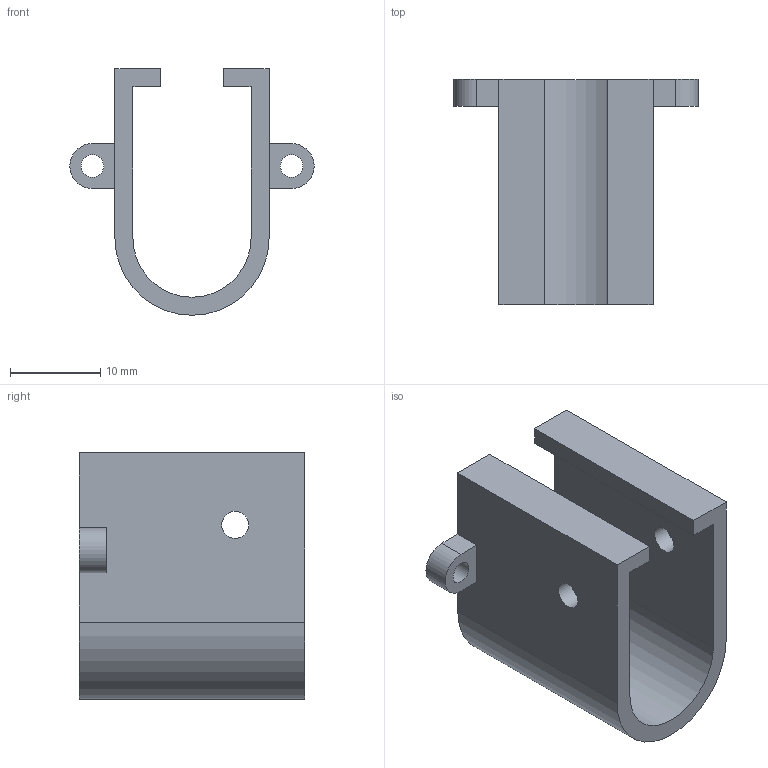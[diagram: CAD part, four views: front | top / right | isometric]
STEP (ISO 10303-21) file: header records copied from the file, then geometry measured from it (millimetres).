
FILE_DESCRIPTION(/* description */ (''),/* implementation_level */ '2;1');
FILE_NAME(/* name */ 'Tube Connector.step',/* time_stamp */ '2023-07-30T19:07:20+08:00',/* author */ (''),/* organization */ (''),/* preprocessor_version */ 'ST-DEVELOPER v19.2',/* originating_system */ 'Autodesk Translation Framework v11.17.0.187',/* authorisation */ '');
FILE_SCHEMA (('AUTOMOTIVE_DESIGN { 1 0 10303 214 3 1 1 }'));
Length unit declared in the file: millimetre
Products named in the file (1): Tube Connector
Bounding box: 27.1 x 25 x 27.35 mm (x, y, z)
Volume: 3447.1 mm3; surface area: 3913.9 mm2
Topology: 1 solids, 1 shells, 26 faces, 72 edges, 48 vertices
Faces by surface type: plane 18, cylinder 8
Full cylindrical faces by diameter (mm): 2.5 x2, 3 x2
Entity records: 881 total; most frequent: CARTESIAN_POINT 147, ORIENTED_EDGE 144, DIRECTION 142, EDGE_CURVE 72, LINE 56, VECTOR 56, VERTEX_POINT 48, AXIS2_PLACEMENT_3D 43
